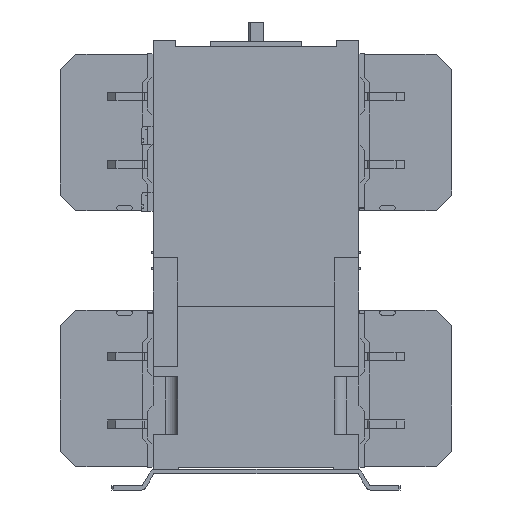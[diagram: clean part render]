
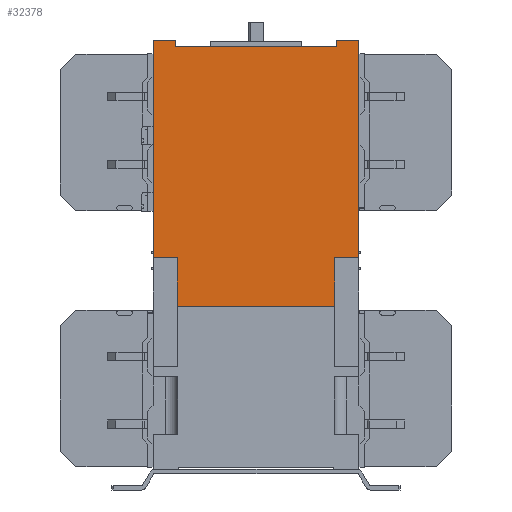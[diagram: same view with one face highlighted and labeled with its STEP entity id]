
A CAD part, left-side view. The second image highlights one B-rep face of the part: STEP entity #32378.
In plain terms, the highlighted planar face has unit normal (-1, 0, 0).
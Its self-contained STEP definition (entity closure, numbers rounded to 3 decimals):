
#447=DIRECTION('',(0.,0.,-1.));
#448=VECTOR('',#447,211.);
#449=CARTESIAN_POINT('',(-339.737,91.99,248.494));
#450=LINE('',#449,#448);
#5911=DIRECTION('',(0.,1.,0.));
#5912=VECTOR('',#5911,157.);
#5913=CARTESIAN_POINT('',(-339.737,-86.51,
242.494));
#5914=LINE('',#5913,#5912);
#6718=DIRECTION('',(0.,0.,-1.));
#6719=VECTOR('',#6718,6.);
#6720=CARTESIAN_POINT('',(-339.737,70.49,248.494));
#6721=LINE('',#6720,#6719);
#6725=DIRECTION('',(0.,-1.,0.));
#6726=VECTOR('',#6725,21.5);
#6727=CARTESIAN_POINT('',(-339.737,-86.51,
248.494));
#6728=LINE('',#6727,#6726);
#6732=DIRECTION('',(0.,0.,-1.));
#6733=VECTOR('',#6732,211.);
#6734=CARTESIAN_POINT('',(-339.737,-108.01,
248.494));
#6735=LINE('',#6734,#6733);
#6739=DIRECTION('',(0.,1.,0.));
#6740=VECTOR('',#6739,23.7);
#6741=CARTESIAN_POINT('',(-339.737,-108.01,
37.494));
#6742=LINE('',#6741,#6740);
#6746=DIRECTION('',(0.,1.,0.));
#6747=VECTOR('',#6746,152.6);
#6748=CARTESIAN_POINT('',(-339.737,-84.31,
-9.506));
#6749=LINE('',#6748,#6747);
#6753=DIRECTION('',(0.,0.,1.));
#6754=VECTOR('',#6753,47.);
#6755=CARTESIAN_POINT('',(-339.737,68.29,
-9.506));
#6756=LINE('',#6755,#6754);
#6760=DIRECTION('',(0.,1.,0.));
#6761=VECTOR('',#6760,23.7);
#6762=CARTESIAN_POINT('',(-339.737,68.29,37.494));
#6763=LINE('',#6762,#6761);
#6782=DIRECTION('',(0.,1.,0.));
#6783=VECTOR('',#6782,21.5);
#6784=CARTESIAN_POINT('',(-339.737,70.49,248.494));
#6785=LINE('',#6784,#6783);
#7278=DIRECTION('',(0.,0.,-1.));
#7279=VECTOR('',#7278,6.);
#7280=CARTESIAN_POINT('',(-339.737,-86.51,
248.494));
#7281=LINE('',#7280,#7279);
#7534=DIRECTION('',(0.,0.,1.));
#7535=VECTOR('',#7534,47.);
#7536=CARTESIAN_POINT('',(-339.737,-84.31,
-9.506));
#7537=LINE('',#7536,#7535);
#23364=CARTESIAN_POINT('',(-339.737,91.99,
248.494));
#23365=VERTEX_POINT('',#23364);
#23366=CARTESIAN_POINT('',(-339.737,91.99,
37.494));
#23367=VERTEX_POINT('',#23366);
#23638=CARTESIAN_POINT('',(-339.737,-108.01,
37.494));
#23639=VERTEX_POINT('',#23638);
#23640=CARTESIAN_POINT('',(-339.737,-108.01,
248.494));
#23641=VERTEX_POINT('',#23640);
#25332=CARTESIAN_POINT('',(-339.737,-86.51,
248.494));
#25333=VERTEX_POINT('',#25332);
#25346=CARTESIAN_POINT('',(-339.737,-86.51,
242.494));
#25347=VERTEX_POINT('',#25346);
#25348=CARTESIAN_POINT('',(-339.737,70.49,
242.494));
#25349=VERTEX_POINT('',#25348);
#26018=CARTESIAN_POINT('',(-339.737,68.29,
37.494));
#26019=VERTEX_POINT('',#26018);
#26020=CARTESIAN_POINT('',(-339.737,68.29,
-9.506));
#26021=VERTEX_POINT('',#26020);
#26022=CARTESIAN_POINT('',(-339.737,70.49,
248.494));
#26023=VERTEX_POINT('',#26022);
#26024=CARTESIAN_POINT('',(-339.737,-84.31,
37.494));
#26025=VERTEX_POINT('',#26024);
#26026=CARTESIAN_POINT('',(-339.737,-84.31,
-9.506));
#26027=VERTEX_POINT('',#26026);
#32351=CARTESIAN_POINT('',(-339.737,-93.935,
243.494));
#32352=DIRECTION('',(-1.,0.,0.));
#32353=DIRECTION('',(0.,0.,-1.));
#32354=AXIS2_PLACEMENT_3D('',#32351,#32352,#32353);
#32355=PLANE('',#32354);
#32357=ORIENTED_EDGE('',*,*,#32356,.F.);
#32359=ORIENTED_EDGE('',*,*,#32358,.T.);
#32360=ORIENTED_EDGE('',*,*,#31788,.F.);
#32362=ORIENTED_EDGE('',*,*,#32361,.F.);
#32363=ORIENTED_EDGE('',*,*,#32344,.T.);
#32364=ORIENTED_EDGE('',*,*,#29755,.T.);
#32366=ORIENTED_EDGE('',*,*,#32365,.T.);
#32368=ORIENTED_EDGE('',*,*,#32367,.F.);
#32370=ORIENTED_EDGE('',*,*,#32369,.T.);
#32372=ORIENTED_EDGE('',*,*,#32371,.T.);
#32374=ORIENTED_EDGE('',*,*,#32373,.T.);
#32375=ORIENTED_EDGE('',*,*,#27627,.F.);
#32376=EDGE_LOOP('',(#32357,#32359,#32360,#32362,#32363,#32364,#32366,#32368,
#32370,#32372,#32374,#32375));
#32377=FACE_OUTER_BOUND('',#32376,.F.);
#27627=EDGE_CURVE('',#23365,#23367,#450,.T.);
#29755=EDGE_CURVE('',#23641,#23639,#6735,.T.);
#31788=EDGE_CURVE('',#25347,#25349,#5914,.T.);
#32344=EDGE_CURVE('',#25333,#23641,#6728,.T.);
#32356=EDGE_CURVE('',#26023,#23365,#6785,.T.);
#32358=EDGE_CURVE('',#26023,#25349,#6721,.T.);
#32361=EDGE_CURVE('',#25333,#25347,#7281,.T.);
#32365=EDGE_CURVE('',#23639,#26025,#6742,.T.);
#32367=EDGE_CURVE('',#26027,#26025,#7537,.T.);
#32369=EDGE_CURVE('',#26027,#26021,#6749,.T.);
#32371=EDGE_CURVE('',#26021,#26019,#6756,.T.);
#32373=EDGE_CURVE('',#26019,#23367,#6763,.T.);
#32378=ADVANCED_FACE('',(#32377),#32355,.T.);
